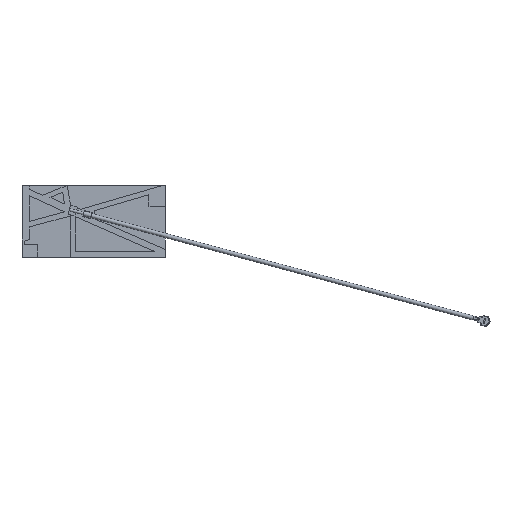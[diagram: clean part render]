
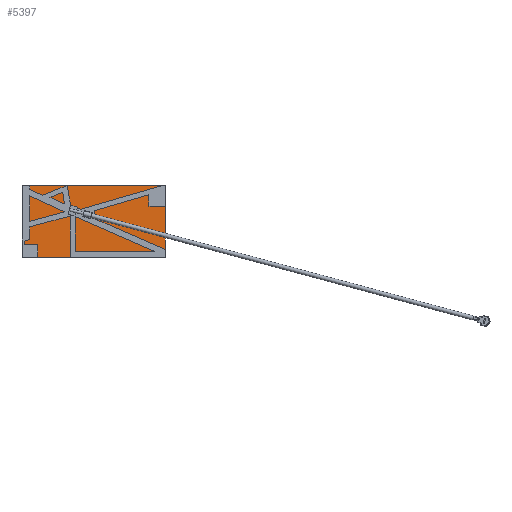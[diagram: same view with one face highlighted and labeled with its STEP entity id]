
A CAD part, top view. The second image highlights one B-rep face of the part: STEP entity #5397.
In plain terms, the highlighted planar face has unit normal (0, 0, 1).
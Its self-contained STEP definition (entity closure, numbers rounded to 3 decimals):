
#430=FACE_OUTER_BOUND('',#729,.T.);
#729=EDGE_LOOP('',(#3728,#3729,#3730,#3731));
#1090=LINE('',#7853,#1665);
#1094=LINE('',#7861,#1669);
#1097=LINE('',#7867,#1672);
#1100=LINE('',#7872,#1675);
#1665=VECTOR('',#6321,10.);
#1669=VECTOR('',#6327,10.);
#1672=VECTOR('',#6332,10.);
#1675=VECTOR('',#6337,10.);
#2206=VERTEX_POINT('',#7851);
#2207=VERTEX_POINT('',#7852);
#2210=VERTEX_POINT('',#7860);
#2212=VERTEX_POINT('',#7866);
#2781=EDGE_CURVE('',#2206,#2207,#1090,.T.);
#2785=EDGE_CURVE('',#2207,#2210,#1094,.T.);
#2788=EDGE_CURVE('',#2210,#2212,#1097,.T.);
#2791=EDGE_CURVE('',#2212,#2206,#1100,.T.);
#3728=ORIENTED_EDGE('',*,*,#2791,.T.);
#3729=ORIENTED_EDGE('',*,*,#2781,.T.);
#3730=ORIENTED_EDGE('',*,*,#2785,.T.);
#3731=ORIENTED_EDGE('',*,*,#2788,.T.);
#5195=PLANE('',#5721);
#5397=ADVANCED_FACE('',(#430),#5195,.F.);
#5721=AXIS2_PLACEMENT_3D('',#7875,#6341,#6342);
#6321=DIRECTION('',(1.,0.,0.));
#6327=DIRECTION('',(0.,1.,0.));
#6332=DIRECTION('',(-1.,0.,0.));
#6337=DIRECTION('',(0.,-1.,0.));
#6341=DIRECTION('center_axis',(0.,0.,
-1.));
#6342=DIRECTION('ref_axis',(0.,1.,0.));
#7851=CARTESIAN_POINT('',(-43.65,8.71,11.7));
#7852=CARTESIAN_POINT('',(-3.65,8.71,11.7));
#7853=CARTESIAN_POINT('',(-43.65,8.71,11.7));
#7860=CARTESIAN_POINT('',(-3.65,28.71,11.7));
#7861=CARTESIAN_POINT('',(-3.65,8.71,11.7));
#7866=CARTESIAN_POINT('',(-43.65,28.71,11.7));
#7867=CARTESIAN_POINT('',(-3.65,28.71,11.7));
#7872=CARTESIAN_POINT('',(-43.65,28.71,11.7));
#7875=CARTESIAN_POINT('Origin',(-23.65,18.71,11.7));
